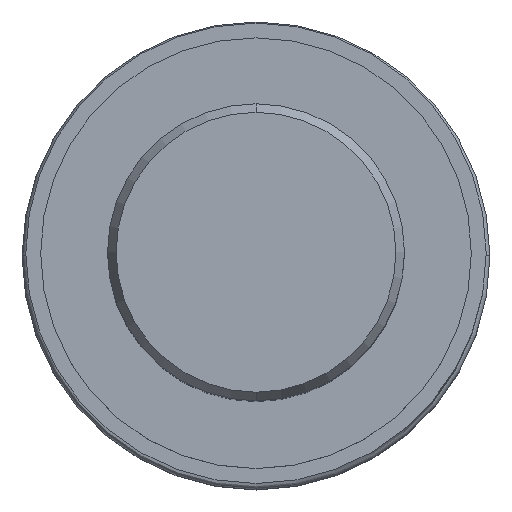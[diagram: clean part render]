
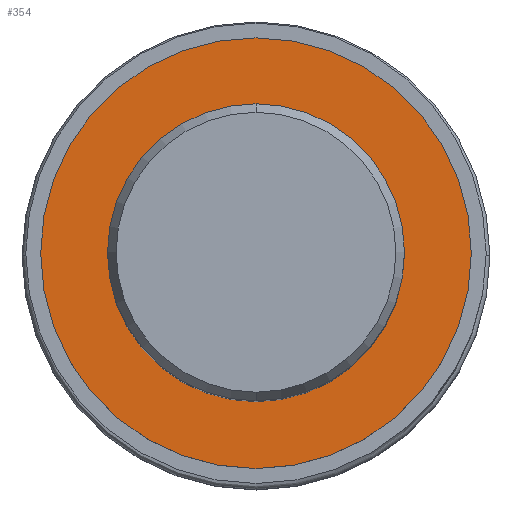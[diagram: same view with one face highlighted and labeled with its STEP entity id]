
A CAD part, top view. The second image highlights one B-rep face of the part: STEP entity #354.
In plain terms, the highlighted planar face has unit normal (0, 0, 1).
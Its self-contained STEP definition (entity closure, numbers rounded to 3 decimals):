
#290=EDGE_CURVE('',#440,#450,#707,.T.);
#354=ADVANCED_FACE('',(#779,#780),#781,.T.);
#432=VERTEX_POINT('',#864);
#440=VERTEX_POINT('',#873);
#450=VERTEX_POINT('',#884);
#530=EDGE_CURVE('',#450,#440,#975,.T.);
#554=EDGE_CURVE('',#578,#432,#1003,.T.);
#562=EDGE_CURVE('',#432,#578,#1013,.T.);
#578=VERTEX_POINT('',#1030);
#707=CIRCLE('',#1235,20.0);
#779=FACE_BOUND('',#1356,.T.);
#780=FACE_OUTER_BOUND('',#1357,.T.);
#781=PLANE('',#1358);
#864=CARTESIAN_POINT('',(0.0,29.0,-70.0));
#873=CARTESIAN_POINT('',(0.,-20.0,-70.0));
#884=CARTESIAN_POINT('',(0.0,20.0,-70.0));
#975=CIRCLE('',#1767,20.0);
#1003=CIRCLE('',#1809,29.0);
#1013=CIRCLE('',#1820,29.0);
#1030=CARTESIAN_POINT('',(0.,-29.0,-70.0));
#1235=AXIS2_PLACEMENT_3D('',#1990,#1991,#1992);
#1356=EDGE_LOOP('',(#2101,#2102));
#1357=EDGE_LOOP('',(#2103,#2104));
#1358=AXIS2_PLACEMENT_3D('',#2105,#2106,#2107);
#1767=AXIS2_PLACEMENT_3D('',#2329,#2330,#2331);
#1809=AXIS2_PLACEMENT_3D('',#2369,#2370,#2371);
#1820=AXIS2_PLACEMENT_3D('',#2388,#2389,#2390);
#1990=CARTESIAN_POINT('',(0.0,0.0,-70.0));
#1991=DIRECTION('',(-0.0,0.0,-1.0));
#1992=DIRECTION('',(0.0,1.0,0.0));
#2101=ORIENTED_EDGE('',*,*,#530,.T.);
#2102=ORIENTED_EDGE('',*,*,#290,.T.);
#2103=ORIENTED_EDGE('',*,*,#562,.F.);
#2104=ORIENTED_EDGE('',*,*,#554,.F.);
#2105=CARTESIAN_POINT('',(0.0,14.5,-70.0));
#2106=DIRECTION('',(-0.0,0.0,1.0));
#2107=DIRECTION('',(0.0,-1.0,0.0));
#2329=CARTESIAN_POINT('',(0.0,0.0,-70.0));
#2330=DIRECTION('',(-0.0,0.0,-1.0));
#2331=DIRECTION('',(0.0,1.0,0.0));
#2369=CARTESIAN_POINT('',(0.0,0.0,-70.0));
#2370=DIRECTION('',(0.0,0.0,-1.0));
#2371=DIRECTION('',(0.0,1.0,0.0));
#2388=CARTESIAN_POINT('',(0.0,0.0,-70.0));
#2389=DIRECTION('',(0.0,0.0,-1.0));
#2390=DIRECTION('',(0.0,1.0,0.0));
